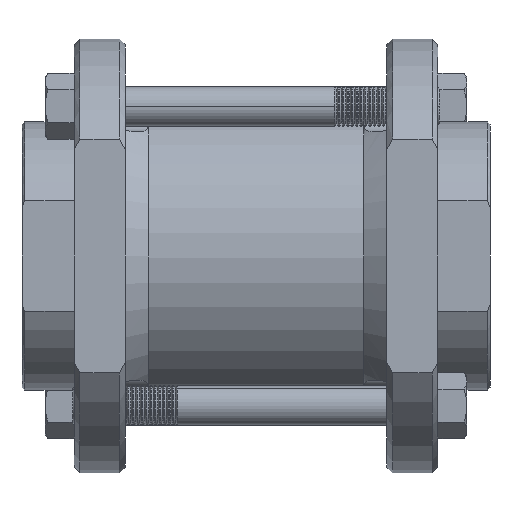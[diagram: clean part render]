
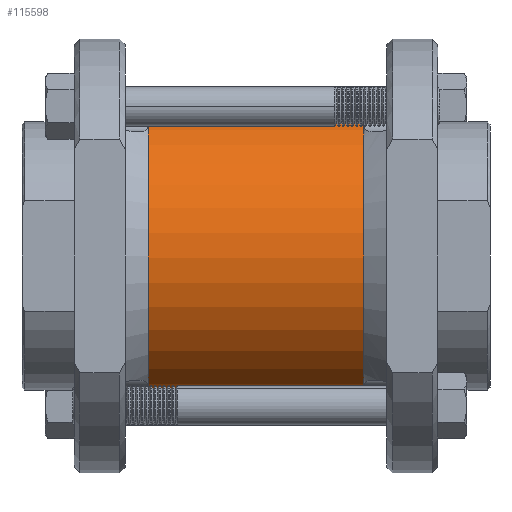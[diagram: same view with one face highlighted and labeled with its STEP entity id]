
A CAD part, front view. The second image highlights one B-rep face of the part: STEP entity #115598.
In plain terms, the highlighted cylindrical face has radius 41.097 mm (diameter 82.194 mm), a partial arc.
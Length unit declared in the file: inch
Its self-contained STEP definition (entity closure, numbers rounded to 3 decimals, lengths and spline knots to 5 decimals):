
#9989 = CIRCLE ( 'NONE', #115742, 1.618 ) ;
#13215 = CARTESIAN_POINT ( 'NONE',  ( 1.309, -0.064, 1.61673 ) ) ;
#16719 = CARTESIAN_POINT ( 'NONE',  ( -1.316, 0., 0. ) ) ;
#17045 = ORIENTED_EDGE ( 'NONE', *, *, #101918, .F. ) ;
#17439 = FACE_OUTER_BOUND ( 'NONE', #114308, .T. ) ;
#26157 = DIRECTION ( 'NONE',  ( 0., 0., -1. ) ) ;
#26729 = VERTEX_POINT ( 'NONE', #109062 ) ;
#27203 = LINE ( 'NONE', #45198, #118654 ) ;
#28047 = VERTEX_POINT ( 'NONE', #13215 ) ;
#30667 = EDGE_CURVE ( 'NONE', #26729, #63650, #27203, .T. ) ;
#33481 = AXIS2_PLACEMENT_3D ( 'NONE', #79584, #98253, #51515 ) ;
#39697 = AXIS2_PLACEMENT_3D ( 'NONE', #16719, #82530, #26157 ) ;
#41214 = DIRECTION ( 'NONE',  ( 1., 0., 0. ) ) ;
#41921 = CARTESIAN_POINT ( 'NONE',  ( -1.316, 1.5, -0.60657 ) ) ;
#45198 = CARTESIAN_POINT ( 'NONE',  ( 1.309, 1.5, -0.60657 ) ) ;
#51515 = DIRECTION ( 'NONE',  ( 0., 0., 1. ) ) ;
#55867 = EDGE_CURVE ( 'NONE', #57763, #63650, #72094, .T. ) ;
#57763 = VERTEX_POINT ( 'NONE', #89548 ) ;
#62187 = EDGE_CURVE ( 'NONE', #28047, #57763, #87501, .T. ) ;
#62372 = VECTOR ( 'NONE', #65152, 39.37008 ) ;
#63650 = VERTEX_POINT ( 'NONE', #41921 ) ;
#65152 = DIRECTION ( 'NONE',  ( -1., 0., 0. ) ) ;
#72094 = CIRCLE ( 'NONE', #39697, 1.618 ) ;
#79584 = CARTESIAN_POINT ( 'NONE',  ( 1.309, 0., 0. ) ) ;
#82530 = DIRECTION ( 'NONE',  ( 1., 0., 0. ) ) ;
#83705 = CARTESIAN_POINT ( 'NONE',  ( 1.309, -0.064, 1.61673 ) ) ;
#86684 = CYLINDRICAL_SURFACE ( 'NONE', #33481, 1.618 ) ;
#87501 = LINE ( 'NONE', #83705, #62372 ) ;
#89548 = CARTESIAN_POINT ( 'NONE',  ( -1.316, -0.064, 1.61673 ) ) ;
#97809 = CARTESIAN_POINT ( 'NONE',  ( 1.309, 0., 0. ) ) ;
#98253 = DIRECTION ( 'NONE',  ( -1., 0., 0. ) ) ;
#101918 = EDGE_CURVE ( 'NONE', #28047, #26729, #9989, .T. ) ;
#106667 = ORIENTED_EDGE ( 'NONE', *, *, #55867, .T. ) ;
#107322 = DIRECTION ( 'NONE',  ( 0., 0., -1. ) ) ;
#109062 = CARTESIAN_POINT ( 'NONE',  ( 1.309, 1.5, -0.60657 ) ) ;
#110427 = ORIENTED_EDGE ( 'NONE', *, *, #62187, .T. ) ;
#111300 = DIRECTION ( 'NONE',  ( -1., 0., 0. ) ) ;
#114308 = EDGE_LOOP ( 'NONE', ( #17045, #110427, #106667, #120298 ) ) ;
#115598 = ADVANCED_FACE ( 'NONE', ( #17439 ), #86684, .T. ) ;
#115742 = AXIS2_PLACEMENT_3D ( 'NONE', #97809, #41214, #107322 ) ;
#118654 = VECTOR ( 'NONE', #111300, 39.37008 ) ;
#120298 = ORIENTED_EDGE ( 'NONE', *, *, #30667, .F. ) ;
